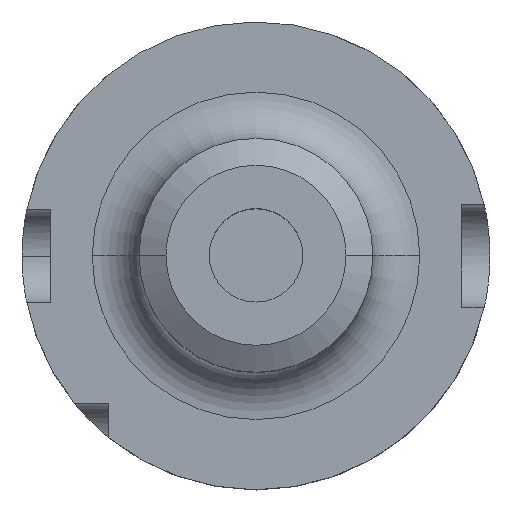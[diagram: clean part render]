
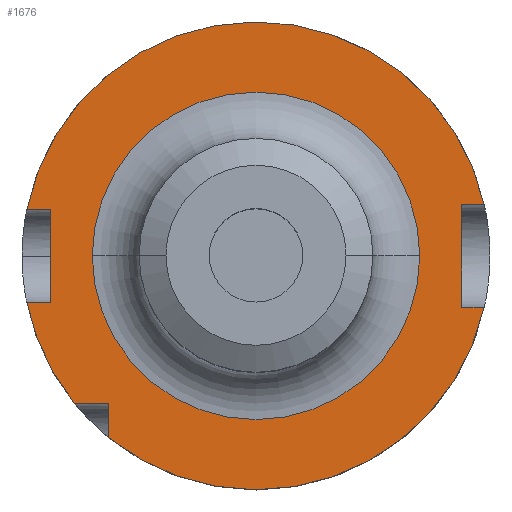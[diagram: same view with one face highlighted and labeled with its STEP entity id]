
A CAD part, top view. The second image highlights one B-rep face of the part: STEP entity #1676.
In plain terms, the highlighted planar face has unit normal (0, 0, 1).
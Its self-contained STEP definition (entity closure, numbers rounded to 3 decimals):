
#18 = ORIENTED_EDGE ( 'NONE', *, *, #848, .F. ) ;
#21 = VERTEX_POINT ( 'NONE', #739 ) ;
#58 = DIRECTION ( 'NONE',  ( 0., 0., -1. ) ) ;
#64 = EDGE_CURVE ( 'NONE', #1718, #267, #177, .T. ) ;
#124 = CARTESIAN_POINT ( 'NONE',  ( 0., 0., 29. ) ) ;
#130 = FACE_BOUND ( 'NONE', #2573, .T. ) ;
#141 = ORIENTED_EDGE ( 'NONE', *, *, #1528, .T. ) ;
#157 = CARTESIAN_POINT ( 'NONE',  ( 0., 10., 29. ) ) ;
#159 = CARTESIAN_POINT ( 'NONE',  ( -44., 10., 29. ) ) ;
#173 = DIRECTION ( 'NONE',  ( -1., 0., 0. ) ) ;
#177 = LINE ( 'NONE', #2494, #1813 ) ;
#187 = VECTOR ( 'NONE', #2707, 1000. ) ;
#188 = CARTESIAN_POINT ( 'NONE',  ( 44., 11., 29. ) ) ;
#201 = DIRECTION ( 'NONE',  ( 0., 0., -1. ) ) ;
#225 = ORIENTED_EDGE ( 'NONE', *, *, #1146, .F. ) ;
#229 = CARTESIAN_POINT ( 'NONE',  ( 0., 0., 29. ) ) ;
#236 = CARTESIAN_POINT ( 'NONE',  ( -48.99, -10., 29. ) ) ;
#241 = ORIENTED_EDGE ( 'NONE', *, *, #2589, .F. ) ;
#267 = VERTEX_POINT ( 'NONE', #2722 ) ;
#321 = EDGE_CURVE ( 'NONE', #975, #2076, #1390, .T. ) ;
#335 = EDGE_CURVE ( 'NONE', #1096, #546, #752, .T. ) ;
#468 = LINE ( 'NONE', #159, #2114 ) ;
#510 = LINE ( 'NONE', #2719, #2632 ) ;
#546 = VERTEX_POINT ( 'NONE', #1221 ) ;
#552 = VERTEX_POINT ( 'NONE', #2289 ) ;
#554 = AXIS2_PLACEMENT_3D ( 'NONE', #124, #1397, #747 ) ;
#558 = ORIENTED_EDGE ( 'NONE', *, *, #1773, .T. ) ;
#597 = CARTESIAN_POINT ( 'NONE',  ( 0., 11., 29. ) ) ;
#655 = DIRECTION ( 'NONE',  ( -1., 0., 0. ) ) ;
#680 = VERTEX_POINT ( 'NONE', #1012 ) ;
#739 = CARTESIAN_POINT ( 'NONE',  ( 48.775, 11., 29. ) ) ;
#740 = LINE ( 'NONE', #2026, #2373 ) ;
#747 = DIRECTION ( 'NONE',  ( -1., 0., 0. ) ) ;
#751 = ORIENTED_EDGE ( 'NONE', *, *, #64, .F. ) ;
#752 = LINE ( 'NONE', #157, #187 ) ;
#754 = AXIS2_PLACEMENT_3D ( 'NONE', #951, #2443, #1168 ) ;
#783 = CIRCLE ( 'NONE', #1498, 50. ) ;
#787 = CARTESIAN_POINT ( 'NONE',  ( -35., 0., 29. ) ) ;
#797 = CARTESIAN_POINT ( 'NONE',  ( 44., -11., 29. ) ) ;
#801 = DIRECTION ( 'NONE',  ( 1., 0., 0. ) ) ;
#833 = CARTESIAN_POINT ( 'NONE',  ( -44., 10., 29. ) ) ;
#848 = EDGE_CURVE ( 'NONE', #546, #21, #2585, .T. ) ;
#874 = DIRECTION ( 'NONE',  ( 0., 0., 1. ) ) ;
#888 = VECTOR ( 'NONE', #1652, 1000. ) ;
#893 = EDGE_CURVE ( 'NONE', #680, #975, #1819, .T. ) ;
#929 = VERTEX_POINT ( 'NONE', #1939 ) ;
#951 = CARTESIAN_POINT ( 'NONE',  ( 0., 0., 29. ) ) ;
#957 = AXIS2_PLACEMENT_3D ( 'NONE', #1485, #201, #1699 ) ;
#965 = CARTESIAN_POINT ( 'NONE',  ( -44., -10., 29. ) ) ;
#975 = VERTEX_POINT ( 'NONE', #236 ) ;
#995 = DIRECTION ( 'NONE',  ( 0., 1., 0. ) ) ;
#1011 = ORIENTED_EDGE ( 'NONE', *, *, #1108, .F. ) ;
#1012 = CARTESIAN_POINT ( 'NONE',  ( -38.83, -31.5, 29. ) ) ;
#1016 = CARTESIAN_POINT ( 'NONE',  ( 0., -10., 29. ) ) ;
#1054 = CARTESIAN_POINT ( 'NONE',  ( 0., -31.5, 29. ) ) ;
#1096 = VERTEX_POINT ( 'NONE', #833 ) ;
#1098 = CARTESIAN_POINT ( 'NONE',  ( 0., 0., 29. ) ) ;
#1108 = EDGE_CURVE ( 'NONE', #267, #680, #2002, .T. ) ;
#1146 = EDGE_CURVE ( 'NONE', #552, #1718, #783, .T. ) ;
#1168 = DIRECTION ( 'NONE',  ( 1., 0., 0. ) ) ;
#1221 = CARTESIAN_POINT ( 'NONE',  ( -48.99, 10., 29. ) ) ;
#1246 = ORIENTED_EDGE ( 'NONE', *, *, #321, .F. ) ;
#1267 = FACE_OUTER_BOUND ( 'NONE', #1394, .T. ) ;
#1269 = ORIENTED_EDGE ( 'NONE', *, *, #893, .F. ) ;
#1309 = CIRCLE ( 'NONE', #754, 35. ) ;
#1390 = LINE ( 'NONE', #1016, #888 ) ;
#1394 = EDGE_LOOP ( 'NONE', ( #1011, #751, #225, #558, #241, #2430, #18, #2017, #141, #1246, #1269 ) ) ;
#1397 = DIRECTION ( 'NONE',  ( 0., 0., -1. ) ) ;
#1398 = AXIS2_PLACEMENT_3D ( 'NONE', #2088, #58, #655 ) ;
#1435 = CIRCLE ( 'NONE', #957, 35. ) ;
#1441 = AXIS2_PLACEMENT_3D ( 'NONE', #229, #874, #2370 ) ;
#1473 = VECTOR ( 'NONE', #801, 1000. ) ;
#1485 = CARTESIAN_POINT ( 'NONE',  ( 0., 0., 29. ) ) ;
#1491 = DIRECTION ( 'NONE',  ( -1., 0., 0. ) ) ;
#1498 = AXIS2_PLACEMENT_3D ( 'NONE', #1098, #2175, #2375 ) ;
#1528 = EDGE_CURVE ( 'NONE', #1096, #2076, #468, .T. ) ;
#1538 = LINE ( 'NONE', #597, #1473 ) ;
#1539 = EDGE_CURVE ( 'NONE', #1586, #21, #1538, .T. ) ;
#1586 = VERTEX_POINT ( 'NONE', #188 ) ;
#1652 = DIRECTION ( 'NONE',  ( 1., 0., 0. ) ) ;
#1655 = DIRECTION ( 'NONE',  ( 0., -1., 0. ) ) ;
#1676 = ADVANCED_FACE ( 'NONE', ( #130, #1267 ), #2167, .T. ) ;
#1699 = DIRECTION ( 'NONE',  ( 1., 0., 0. ) ) ;
#1718 = VERTEX_POINT ( 'NONE', #1956 ) ;
#1742 = ORIENTED_EDGE ( 'NONE', *, *, #1858, .T. ) ;
#1773 = EDGE_CURVE ( 'NONE', #552, #2238, #510, .T. ) ;
#1802 = DIRECTION ( 'NONE',  ( 0., -1., 0. ) ) ;
#1813 = VECTOR ( 'NONE', #995, 1000. ) ;
#1819 = CIRCLE ( 'NONE', #1398, 50. ) ;
#1858 = EDGE_CURVE ( 'NONE', #929, #2197, #1435, .T. ) ;
#1939 = CARTESIAN_POINT ( 'NONE',  ( 35., 0., 29. ) ) ;
#1956 = CARTESIAN_POINT ( 'NONE',  ( -31.5, -38.83, 29. ) ) ;
#2002 = LINE ( 'NONE', #1054, #2489 ) ;
#2017 = ORIENTED_EDGE ( 'NONE', *, *, #335, .F. ) ;
#2026 = CARTESIAN_POINT ( 'NONE',  ( 44., -11., 29. ) ) ;
#2076 = VERTEX_POINT ( 'NONE', #965 ) ;
#2088 = CARTESIAN_POINT ( 'NONE',  ( 0., 0., 29. ) ) ;
#2114 = VECTOR ( 'NONE', #1655, 1000. ) ;
#2167 = PLANE ( 'NONE',  #1441 ) ;
#2175 = DIRECTION ( 'NONE',  ( 0., 0., -1. ) ) ;
#2197 = VERTEX_POINT ( 'NONE', #787 ) ;
#2238 = VERTEX_POINT ( 'NONE', #797 ) ;
#2289 = CARTESIAN_POINT ( 'NONE',  ( 48.775, -11., 29. ) ) ;
#2298 = ORIENTED_EDGE ( 'NONE', *, *, #2586, .T. ) ;
#2370 = DIRECTION ( 'NONE',  ( 1., 0., 0. ) ) ;
#2373 = VECTOR ( 'NONE', #1802, 1000. ) ;
#2375 = DIRECTION ( 'NONE',  ( -1., 0., 0. ) ) ;
#2430 = ORIENTED_EDGE ( 'NONE', *, *, #1539, .T. ) ;
#2443 = DIRECTION ( 'NONE',  ( 0., 0., -1. ) ) ;
#2489 = VECTOR ( 'NONE', #1491, 1000. ) ;
#2494 = CARTESIAN_POINT ( 'NONE',  ( -31.5, 0., 29. ) ) ;
#2573 = EDGE_LOOP ( 'NONE', ( #1742, #2298 ) ) ;
#2585 = CIRCLE ( 'NONE', #554, 50. ) ;
#2586 = EDGE_CURVE ( 'NONE', #2197, #929, #1309, .T. ) ;
#2589 = EDGE_CURVE ( 'NONE', #1586, #2238, #740, .T. ) ;
#2632 = VECTOR ( 'NONE', #173, 1000. ) ;
#2707 = DIRECTION ( 'NONE',  ( -1., 0., 0. ) ) ;
#2719 = CARTESIAN_POINT ( 'NONE',  ( 0., -11., 29. ) ) ;
#2722 = CARTESIAN_POINT ( 'NONE',  ( -31.5, -31.5, 29. ) ) ;
